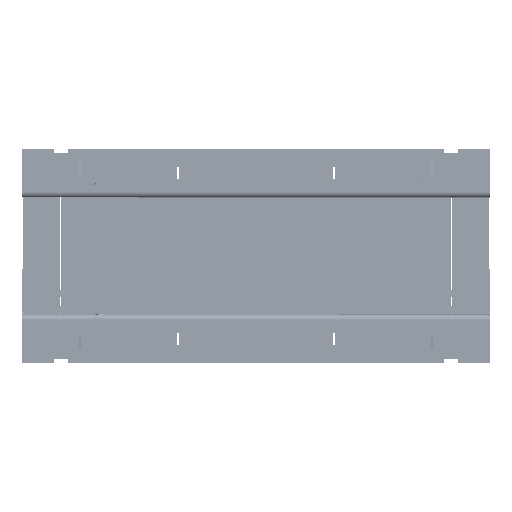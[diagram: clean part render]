
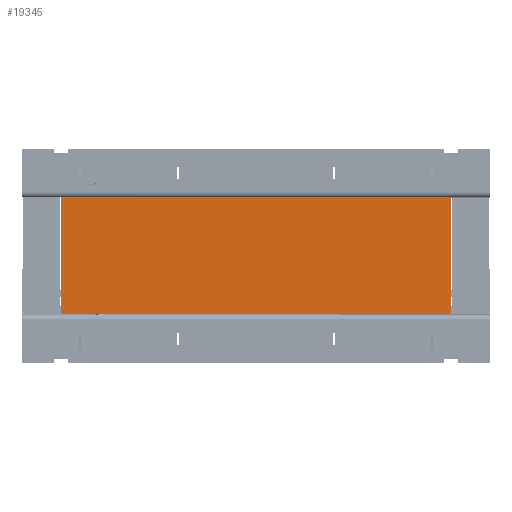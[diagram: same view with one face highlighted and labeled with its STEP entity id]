
A CAD part, front view. The second image highlights one B-rep face of the part: STEP entity #19345.
In plain terms, the highlighted planar face has unit normal (0, -1, 0).
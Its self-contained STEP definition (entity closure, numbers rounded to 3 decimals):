
#267=LINE('',#27828,#2553);
#272=LINE('',#27837,#2558);
#276=LINE('',#27845,#2562);
#277=LINE('',#27847,#2563);
#2553=VECTOR('',#22350,10.);
#2558=VECTOR('',#22357,10.);
#2562=VECTOR('',#22365,10.);
#2563=VECTOR('',#22368,10.);
#4826=PLANE('',#20704);
#5816=FACE_OUTER_BOUND('',#6894,.T.);
#6894=EDGE_LOOP('',(#13312,#13313,#13314,#13315));
#8601=VERTEX_POINT('',#27824);
#8603=VERTEX_POINT('',#27827);
#8605=VERTEX_POINT('',#27833);
#8608=VERTEX_POINT('',#27843);
#10468=EDGE_CURVE('',#8603,#8601,#267,.T.);
#10473=EDGE_CURVE('',#8605,#8603,#272,.T.);
#10477=EDGE_CURVE('',#8601,#8608,#276,.T.);
#10478=EDGE_CURVE('',#8608,#8605,#277,.T.);
#13312=ORIENTED_EDGE('',*,*,#10478,.T.);
#13313=ORIENTED_EDGE('',*,*,#10473,.T.);
#13314=ORIENTED_EDGE('',*,*,#10468,.T.);
#13315=ORIENTED_EDGE('',*,*,#10477,.T.);
#19345=ADVANCED_FACE('',(#5816),#4826,.T.);
#20704=AXIS2_PLACEMENT_3D('',#27846,#22366,#22367);
#22350=DIRECTION('',(1.,0.,0.));
#22357=DIRECTION('',(0.,0.,-1.));
#22365=DIRECTION('',(0.,0.,1.));
#22366=DIRECTION('center_axis',(0.,-1.,0.));
#22367=DIRECTION('ref_axis',(0.,0.,-1.));
#22368=DIRECTION('',(-1.,0.,0.));
#27824=CARTESIAN_POINT('',(150.,-150.,-45.));
#27827=CARTESIAN_POINT('',(-150.,-150.,-45.));
#27828=CARTESIAN_POINT('',(-150.,-150.,-45.));
#27833=CARTESIAN_POINT('',(-150.,-150.,45.));
#27837=CARTESIAN_POINT('',(-150.,-150.,0.));
#27843=CARTESIAN_POINT('',(150.,-150.,45.));
#27845=CARTESIAN_POINT('',(150.,-150.,0.));
#27846=CARTESIAN_POINT('Origin',(150.,-150.,0.));
#27847=CARTESIAN_POINT('',(-150.,-150.,45.));
